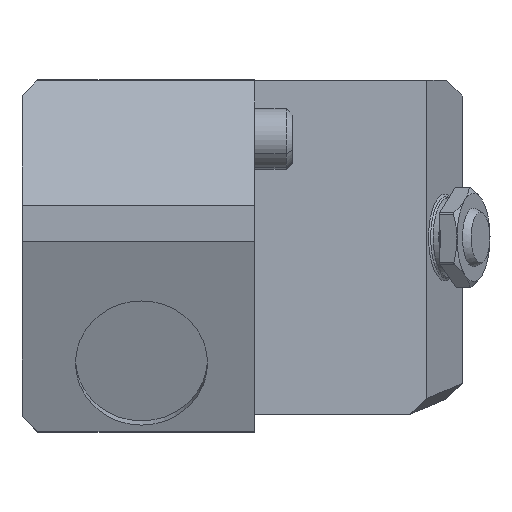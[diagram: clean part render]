
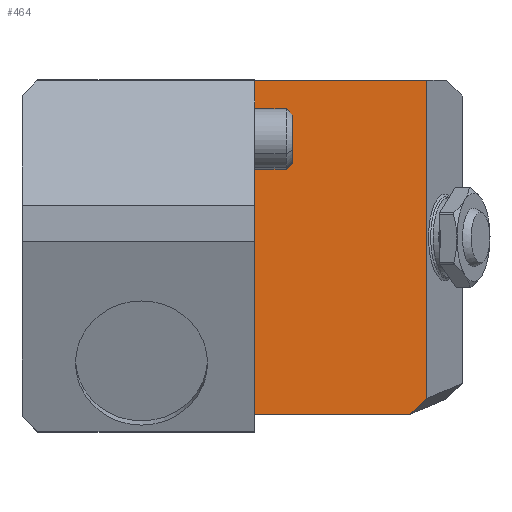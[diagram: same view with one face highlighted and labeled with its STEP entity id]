
A CAD part, top view. The second image highlights one B-rep face of the part: STEP entity #464.
In plain terms, the highlighted planar face has unit normal (0, 0, 1).
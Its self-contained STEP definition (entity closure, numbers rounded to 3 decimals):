
#224=FACE_OUTER_BOUND('',#912,.T.);
#464=ADVANCED_FACE('',(#224),#637,.F.);
#637=PLANE('',#3808);
#912=EDGE_LOOP('',(#1699,#1700,#1701,#1702,#1703));
#1699=ORIENTED_EDGE('',*,*,#2758,.T.);
#1700=ORIENTED_EDGE('',*,*,#2759,.T.);
#1701=ORIENTED_EDGE('',*,*,#2760,.T.);
#1702=ORIENTED_EDGE('',*,*,#2761,.T.);
#1703=ORIENTED_EDGE('',*,*,#2756,.T.);
#2320=VERTEX_POINT('',#6026);
#2321=VERTEX_POINT('',#6028);
#2322=VERTEX_POINT('',#6032);
#2323=VERTEX_POINT('',#6034);
#2324=VERTEX_POINT('',#6036);
#2756=EDGE_CURVE('',#2321,#2320,#3149,.T.);
#2758=EDGE_CURVE('',#2320,#2322,#3151,.T.);
#2759=EDGE_CURVE('',#2322,#2323,#3152,.T.);
#2760=EDGE_CURVE('',#2323,#2324,#3153,.T.);
#2761=EDGE_CURVE('',#2324,#2321,#3154,.T.);
#3149=LINE('',#6027,#3489);
#3151=LINE('',#6031,#3491);
#3152=LINE('',#6033,#3492);
#3153=LINE('',#6035,#3493);
#3154=LINE('',#6037,#3494);
#3489=VECTOR('',#4549,1.);
#3491=VECTOR('',#4553,1.);
#3492=VECTOR('',#4554,1.);
#3493=VECTOR('',#4555,1.);
#3494=VECTOR('',#4556,1.);
#3808=AXIS2_PLACEMENT_3D('',#6038,#4557,#4558);
#4549=DIRECTION('',(0.,-1.,0.));
#4553=DIRECTION('',(1.,0.,0.));
#4554=DIRECTION('',(0.728,0.685,0.));
#4555=DIRECTION('',(0.,1.,0.));
#4556=DIRECTION('',(-1.,0.,0.));
#4557=DIRECTION('',(0.,0.,-1.));
#4558=DIRECTION('',(1.,0.,0.));
#6026=CARTESIAN_POINT('',(1.8,-28.174,32.));
#6027=CARTESIAN_POINT('',(1.8,25.,32.));
#6028=CARTESIAN_POINT('',(1.8,25.,32.));
#6031=CARTESIAN_POINT('',(35.,-28.174,32.));
#6032=CARTESIAN_POINT('',(26.653,-28.174,32.));
#6033=CARTESIAN_POINT('',(29.038,-25.929,32.));
#6034=CARTESIAN_POINT('',(29.344,-25.641,32.));
#6035=CARTESIAN_POINT('',(29.344,25.,32.));
#6036=CARTESIAN_POINT('',(29.344,25.,32.));
#6037=CARTESIAN_POINT('',(-35.,25.,32.));
#6038=CARTESIAN_POINT('',(35.,-32.5,32.));
